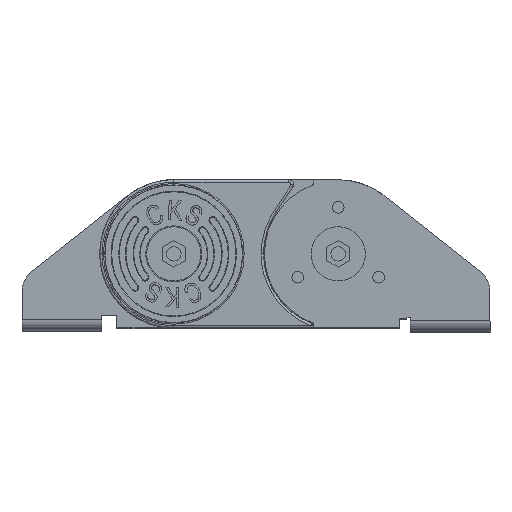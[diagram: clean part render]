
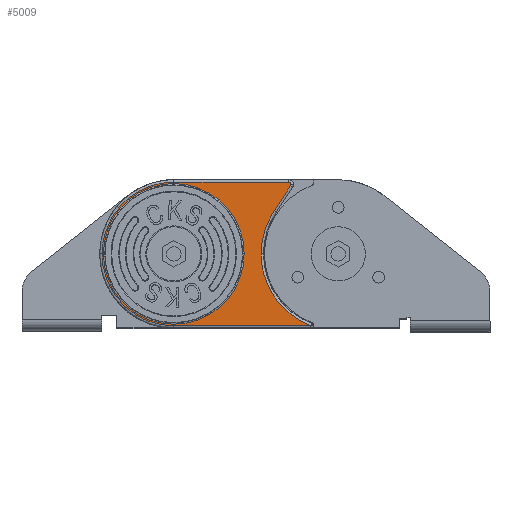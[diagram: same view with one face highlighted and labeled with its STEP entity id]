
A CAD part, top view. The second image highlights one B-rep face of the part: STEP entity #5009.
In plain terms, the highlighted planar face has unit normal (0, 0, 1).
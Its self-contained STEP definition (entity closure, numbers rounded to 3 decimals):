
#205 =( BOUNDED_CURVE ( )  B_SPLINE_CURVE ( 3, ( #45840, #22392, #49759, #26363 ),
 .UNSPECIFIED., .F., .T. ) 
 B_SPLINE_CURVE_WITH_KNOTS ( ( 4, 4 ),
 ( 0.659, 1. ),
 .UNSPECIFIED. ) 
 CURVE ( )  GEOMETRIC_REPRESENTATION_ITEM ( )  RATIONAL_B_SPLINE_CURVE ( ( 0.827, 0.855, 0.913, 1. ) ) 
 REPRESENTATION_ITEM ( '' )  );
#785 = EDGE_CURVE ( 'NONE', #10165, #32606, #9043, .T. ) ;
#1422 = ORIENTED_EDGE ( 'NONE', *, *, #24524, .T. ) ;
#1457 = EDGE_CURVE ( 'NONE', #7449, #50315, #8329, .T. ) ;
#1776 = CARTESIAN_POINT ( 'NONE',  ( -43.256, 0.097, 21.045 ) ) ;
#2650 = ORIENTED_EDGE ( 'NONE', *, *, #14737, .T. ) ;
#3094 = EDGE_CURVE ( 'NONE', #50407, #4154, #32130, .T. ) ;
#3349 = DIRECTION ( 'NONE',  ( -1., 0., 0. ) ) ;
#3487 = ORIENTED_EDGE ( 'NONE', *, *, #11449, .T. ) ;
#4154 = VERTEX_POINT ( 'NONE', #37039 ) ;
#4161 = ORIENTED_EDGE ( 'NONE', *, *, #15390, .T. ) ;
#5009 = ADVANCED_FACE ( 'NONE', ( #23414, #17937 ), #14772, .F. ) ;
#5078 = CARTESIAN_POINT ( 'NONE',  ( 32.677, -39.593, 21.045 ) ) ;
#5417 = CARTESIAN_POINT ( 'NONE',  ( -43.256, 0.097, 21.045 ) ) ;
#5459 =( BOUNDED_CURVE ( )  B_SPLINE_CURVE ( 3, ( #5850, #37393, #41001, #10127 ),
 .UNSPECIFIED., .F., .F. ) 
 B_SPLINE_CURVE_WITH_KNOTS ( ( 4, 4 ),
 ( 0.5, 1. ),
 .UNSPECIFIED. ) 
 CURVE ( )  GEOMETRIC_REPRESENTATION_ITEM ( )  RATIONAL_B_SPLINE_CURVE ( ( 0.5, 0.5, 0.667, 1. ) ) 
 REPRESENTATION_ITEM ( '' )  );
#5739 = DIRECTION ( 'NONE',  ( 0., 1., 0. ) ) ;
#5850 = CARTESIAN_POINT ( 'NONE',  ( -82.946, 0.097, 21.045 ) ) ;
#7297 = EDGE_LOOP ( 'NONE', ( #12241, #27345 ) ) ;
#7449 = VERTEX_POINT ( 'NONE', #16293 ) ;
#8088 = DIRECTION ( 'NONE',  ( -1., 0., 0. ) ) ;
#8329 = LINE ( 'NONE', #18277, #48774 ) ;
#8542 = VERTEX_POINT ( 'NONE', #10520 ) ;
#8611 = CARTESIAN_POINT ( 'NONE',  ( 12.472, 24.008, 21.045 ) ) ;
#9043 = LINE ( 'NONE', #50612, #26247 ) ;
#9518 = DIRECTION ( 'NONE',  ( 0., 0., -1. ) ) ;
#10127 = CARTESIAN_POINT ( 'NONE',  ( -43.256, -39.593, 21.045 ) ) ;
#10165 = VERTEX_POINT ( 'NONE', #8611 ) ;
#10520 = CARTESIAN_POINT ( 'NONE',  ( -82.946, 0.097, 21.045 ) ) ;
#11449 = EDGE_CURVE ( 'NONE', #32606, #23812, #26029, .T. ) ;
#11879 = EDGE_CURVE ( 'NONE', #21528, #10165, #205, .T. ) ;
#12095 =( BOUNDED_CURVE ( )  B_SPLINE_CURVE ( 3, ( #5078, #32347, #47708, #16258 ),
 .UNSPECIFIED., .F., .F. ) 
 B_SPLINE_CURVE_WITH_KNOTS ( ( 4, 4 ),
 ( 0., 0.659 ),
 .UNSPECIFIED. ) 
 CURVE ( )  GEOMETRIC_REPRESENTATION_ITEM ( )  RATIONAL_B_SPLINE_CURVE ( ( 1., 0.831, 0.773, 0.827 ) ) 
 REPRESENTATION_ITEM ( '' )  );
#12241 = ORIENTED_EDGE ( 'NONE', *, *, #3094, .T. ) ;
#13409 = CARTESIAN_POINT ( 'NONE',  ( 21.554, 37.95, 21.045 ) ) ;
#13486 = DIRECTION ( 'NONE',  ( 0., 1., 0. ) ) ;
#14173 = AXIS2_PLACEMENT_3D ( 'NONE', #5417, #9518, #13486 ) ;
#14306 = CARTESIAN_POINT ( 'NONE',  ( -82.946, 0.097, 21.045 ) ) ;
#14528 = VECTOR ( 'NONE', #3349, 1000. ) ;
#14555 = CIRCLE ( 'NONE', #14173, 38.94 ) ;
#14737 = EDGE_CURVE ( 'NONE', #23812, #33287, #47604, .T. ) ;
#14772 = PLANE ( 'NONE',  #15318 ) ;
#15144 = VERTEX_POINT ( 'NONE', #19379 ) ;
#15318 = AXIS2_PLACEMENT_3D ( 'NONE', #35713, #17910, #8088 ) ;
#15390 = EDGE_CURVE ( 'NONE', #15144, #8542, #49163, .T. ) ;
#15723 = CARTESIAN_POINT ( 'NONE',  ( 21.419, 37.742, 21.045 ) ) ;
#15994 = CARTESIAN_POINT ( 'NONE',  ( 21.046, 39.787, 21.045 ) ) ;
#16258 = CARTESIAN_POINT ( 'NONE',  ( 5.074, 0.097, 21.045 ) ) ;
#16293 = CARTESIAN_POINT ( 'NONE',  ( -43.256, -39.593, 21.045 ) ) ;
#17910 = DIRECTION ( 'NONE',  ( 0., 0., -1. ) ) ;
#17937 = FACE_BOUND ( 'NONE', #7297, .T. ) ;
#18103 = EDGE_LOOP ( 'NONE', ( #43017, #45626, #29797, #21433, #3487, #2650, #1422, #4161, #22884 ) ) ;
#18277 = CARTESIAN_POINT ( 'NONE',  ( -41.872, -39.593, 21.045 ) ) ;
#19013 = CARTESIAN_POINT ( 'NONE',  ( -41.872, 39.787, 21.045 ) ) ;
#19379 = CARTESIAN_POINT ( 'NONE',  ( -43.256, 39.787, 21.045 ) ) ;
#21433 = ORIENTED_EDGE ( 'NONE', *, *, #785, .T. ) ;
#21528 = VERTEX_POINT ( 'NONE', #25829 ) ;
#21970 = DIRECTION ( 'NONE',  ( 1., 0., 0. ) ) ;
#22392 = CARTESIAN_POINT ( 'NONE',  ( 5.074, 8.973, 21.045 ) ) ;
#22884 = ORIENTED_EDGE ( 'NONE', *, *, #43932, .T. ) ;
#23414 = FACE_OUTER_BOUND ( 'NONE', #18103, .T. ) ;
#23812 = VERTEX_POINT ( 'NONE', #33377 ) ;
#24524 = EDGE_CURVE ( 'NONE', #33287, #15144, #24927, .T. ) ;
#24927 = LINE ( 'NONE', #19013, #14528 ) ;
#25298 = DIRECTION ( 'NONE',  ( 0., 0., -1. ) ) ;
#25829 = CARTESIAN_POINT ( 'NONE',  ( 5.074, 0.097, 21.045 ) ) ;
#26029 =( BOUNDED_CURVE ( )  B_SPLINE_CURVE ( 3, ( #29019, #13409, #44712, #29189 ),
 .UNSPECIFIED., .F., .T. ) 
 B_SPLINE_CURVE_WITH_KNOTS ( ( 4, 4 ),
 ( 0., 0.287 ),
 .UNSPECIFIED. ) 
 CURVE ( )  GEOMETRIC_REPRESENTATION_ITEM ( )  RATIONAL_B_SPLINE_CURVE ( ( 1., 0.9, 0.828, 0.786 ) ) 
 REPRESENTATION_ITEM ( '' )  );
#26247 = VECTOR ( 'NONE', #46529, 1000. ) ;
#26363 = CARTESIAN_POINT ( 'NONE',  ( 12.472, 24.008, 21.045 ) ) ;
#26470 = CARTESIAN_POINT ( 'NONE',  ( -82.946, 26.557, 21.045 ) ) ;
#27345 = ORIENTED_EDGE ( 'NONE', *, *, #31754, .T. ) ;
#29019 = CARTESIAN_POINT ( 'NONE',  ( 21.419, 37.742, 21.045 ) ) ;
#29189 = CARTESIAN_POINT ( 'NONE',  ( 21.633, 38.464, 21.045 ) ) ;
#29797 = ORIENTED_EDGE ( 'NONE', *, *, #11879, .T. ) ;
#31754 = EDGE_CURVE ( 'NONE', #4154, #50407, #14555, .T. ) ;
#32130 = CIRCLE ( 'NONE', #38157, 38.94 ) ;
#32347 = CARTESIAN_POINT ( 'NONE',  ( 16.145, -33.456, 21.045 ) ) ;
#32606 = VERTEX_POINT ( 'NONE', #15723 ) ;
#33287 = VERTEX_POINT ( 'NONE', #46535 ) ;
#33377 = CARTESIAN_POINT ( 'NONE',  ( 21.633, 38.464, 21.045 ) ) ;
#35162 = CARTESIAN_POINT ( 'NONE',  ( 21.633, 38.464, 21.045 ) ) ;
#35494 = CARTESIAN_POINT ( 'NONE',  ( 21.633, 39.278, 21.045 ) ) ;
#35713 = CARTESIAN_POINT ( 'NONE',  ( -41.872, -40.929, 21.045 ) ) ;
#37039 = CARTESIAN_POINT ( 'NONE',  ( -4.315, 0.097, 21.045 ) ) ;
#37393 = CARTESIAN_POINT ( 'NONE',  ( -82.946, -26.363, 21.045 ) ) ;
#37896 = CARTESIAN_POINT ( 'NONE',  ( -82.196, 0.097, 21.045 ) ) ;
#38157 = AXIS2_PLACEMENT_3D ( 'NONE', #1776, #25298, #5739 ) ;
#39461 = EDGE_CURVE ( 'NONE', #50315, #21528, #12095, .T. ) ;
#41001 = CARTESIAN_POINT ( 'NONE',  ( -63.101, -39.593, 21.045 ) ) ;
#42035 = CARTESIAN_POINT ( 'NONE',  ( -43.256, 39.787, 21.045 ) ) ;
#43017 = ORIENTED_EDGE ( 'NONE', *, *, #1457, .T. ) ;
#43028 = CARTESIAN_POINT ( 'NONE',  ( 20.31, 39.787, 21.045 ) ) ;
#43932 = EDGE_CURVE ( 'NONE', #8542, #7449, #5459, .T. ) ;
#44712 = CARTESIAN_POINT ( 'NONE',  ( 21.633, 38.196, 21.045 ) ) ;
#45626 = ORIENTED_EDGE ( 'NONE', *, *, #39461, .T. ) ;
#45781 = CARTESIAN_POINT ( 'NONE',  ( -63.101, 39.787, 21.045 ) ) ;
#45840 = CARTESIAN_POINT ( 'NONE',  ( 5.074, 0.097, 21.045 ) ) ;
#46529 = DIRECTION ( 'NONE',  ( 0.546, 0.838, 0. ) ) ;
#46535 = CARTESIAN_POINT ( 'NONE',  ( 20.31, 39.787, 21.045 ) ) ;
#47604 =( BOUNDED_CURVE ( )  B_SPLINE_CURVE ( 3, ( #35162, #35494, #15994, #43028 ),
 .UNSPECIFIED., .F., .F. ) 
 B_SPLINE_CURVE_WITH_KNOTS ( ( 4, 4 ),
 ( 0.287, 1. ),
 .UNSPECIFIED. ) 
 CURVE ( )  GEOMETRIC_REPRESENTATION_ITEM ( )  RATIONAL_B_SPLINE_CURVE ( ( 0.786, 0.68, 0.751, 1. ) ) 
 REPRESENTATION_ITEM ( '' )  );
#47708 = CARTESIAN_POINT ( 'NONE',  ( 5.074, -18.851, 21.045 ) ) ;
#48506 = CARTESIAN_POINT ( 'NONE',  ( 32.677, -39.593, 21.045 ) ) ;
#48774 = VECTOR ( 'NONE', #21970, 1000. ) ;
#49163 =( BOUNDED_CURVE ( )  B_SPLINE_CURVE ( 3, ( #42035, #45781, #26470, #14306 ),
 .UNSPECIFIED., .F., .F. ) 
 B_SPLINE_CURVE_WITH_KNOTS ( ( 4, 4 ),
 ( 0., 0.5 ),
 .UNSPECIFIED. ) 
 CURVE ( )  GEOMETRIC_REPRESENTATION_ITEM ( )  RATIONAL_B_SPLINE_CURVE ( ( 1., 0.667, 0.5, 0.5 ) ) 
 REPRESENTATION_ITEM ( '' )  );
#49759 = CARTESIAN_POINT ( 'NONE',  ( 7.776, 17.146, 21.045 ) ) ;
#50315 = VERTEX_POINT ( 'NONE', #48506 ) ;
#50407 = VERTEX_POINT ( 'NONE', #37896 ) ;
#50612 = CARTESIAN_POINT ( 'NONE',  ( -33.417, -46.437, 21.045 ) ) ;
